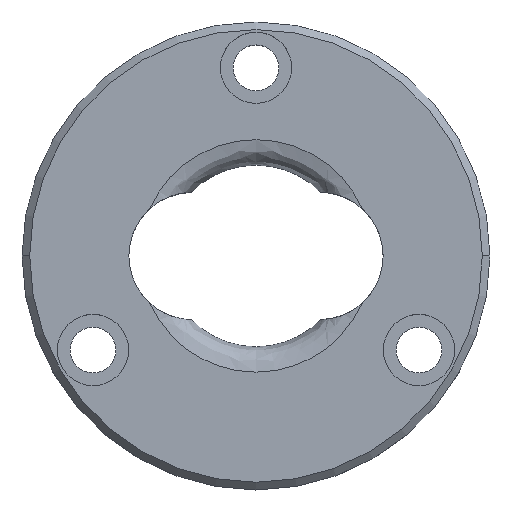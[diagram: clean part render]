
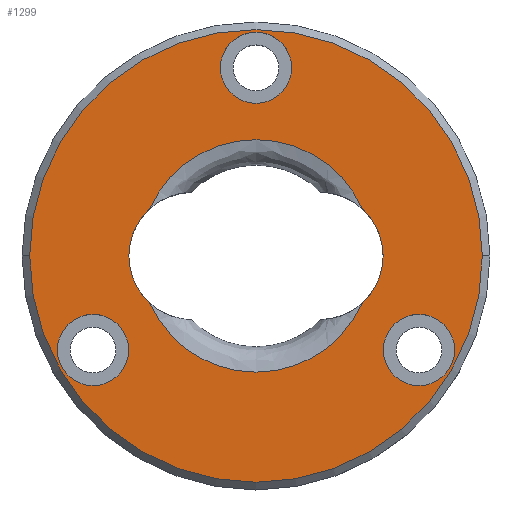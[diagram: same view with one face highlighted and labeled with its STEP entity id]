
A CAD part, top view. The second image highlights one B-rep face of the part: STEP entity #1299.
In plain terms, the highlighted planar face has unit normal (0, 0, 1).
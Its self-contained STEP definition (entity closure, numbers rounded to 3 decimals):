
#83=CARTESIAN_POINT('',(25.0,0.,0.0));
#84=VERTEX_POINT('',#83);
#131=CARTESIAN_POINT('',(20.885,-9.271,0.0));
#132=VERTEX_POINT('',#131);
#148=CARTESIAN_POINT('',(12.5,0.,0.0));
#149=DIRECTION('',(0.0,0.0,1.0));
#150=DIRECTION('',(1.0,0.0,0.0));
#151=AXIS2_PLACEMENT_3D('',#148,#149,#150);
#152=CIRCLE('',#151,12.5);
#153=EDGE_CURVE('',#132,#84,#152,.T.);
#333=CARTESIAN_POINT('',(7.0,37.,0.0));
#334=VERTEX_POINT('',#333);
#350=CARTESIAN_POINT('',(-7.0,37.,0.0));
#351=VERTEX_POINT('',#350);
#358=CARTESIAN_POINT('',(0.0,37.,0.0));
#359=DIRECTION('',(0.0,0.0,-1.0));
#360=DIRECTION('',(1.0,0.0,0.0));
#361=AXIS2_PLACEMENT_3D('',#358,#359,#360);
#362=CIRCLE('',#361,7.0);
#363=EDGE_CURVE('',#334,#351,#362,.T.);
#375=CARTESIAN_POINT('',(39.043,-18.5,0.0));
#376=VERTEX_POINT('',#375);
#392=CARTESIAN_POINT('',(25.043,-18.5,0.0));
#393=VERTEX_POINT('',#392);
#400=CARTESIAN_POINT('',(32.043,-18.5,0.0));
#401=DIRECTION('',(0.0,0.0,-1.0));
#402=DIRECTION('',(1.0,0.0,0.0));
#403=AXIS2_PLACEMENT_3D('',#400,#401,#402);
#404=CIRCLE('',#403,7.0);
#405=EDGE_CURVE('',#376,#393,#404,.T.);
#417=CARTESIAN_POINT('',(-25.043,-18.5,0.0));
#418=VERTEX_POINT('',#417);
#434=CARTESIAN_POINT('',(-39.043,-18.5,0.0));
#435=VERTEX_POINT('',#434);
#442=CARTESIAN_POINT('',(-32.043,-18.5,0.0));
#443=DIRECTION('',(0.0,0.0,-1.0));
#444=DIRECTION('',(1.0,0.0,0.0));
#445=AXIS2_PLACEMENT_3D('',#442,#443,#444);
#446=CIRCLE('',#445,7.0);
#447=EDGE_CURVE('',#418,#435,#446,.T.);
#457=CARTESIAN_POINT('',(-25.0,0.,0.0));
#458=VERTEX_POINT('',#457);
#467=CARTESIAN_POINT('',(-20.885,-9.271,0.0));
#468=VERTEX_POINT('',#467);
#469=CARTESIAN_POINT('',(-12.5,0.,0.0));
#470=DIRECTION('',(0.0,0.0,1.0));
#471=DIRECTION('',(1.0,0.0,0.0));
#472=AXIS2_PLACEMENT_3D('',#469,#470,#471);
#473=CIRCLE('',#472,12.5);
#474=EDGE_CURVE('',#458,#468,#473,.T.);
#541=CARTESIAN_POINT('',(44.5,0.0,0.0));
#542=VERTEX_POINT('',#541);
#549=CARTESIAN_POINT('',(-44.5,0.,0.0));
#550=VERTEX_POINT('',#549);
#551=CARTESIAN_POINT('',(0.0,0.0,0.0));
#552=DIRECTION('',(0.0,0.0,1.0));
#553=DIRECTION('',(1.0,0.0,0.0));
#554=AXIS2_PLACEMENT_3D('',#551,#552,#553);
#555=CIRCLE('',#554,44.5);
#556=EDGE_CURVE('',#550,#542,#555,.T.);
#844=CARTESIAN_POINT('',(0.0,0.0,0.0));
#845=DIRECTION('',(0.0,0.0,1.0));
#846=DIRECTION('',(1.0,0.0,0.0));
#847=AXIS2_PLACEMENT_3D('',#844,#845,#846);
#848=CIRCLE('',#847,22.85);
#849=EDGE_CURVE('',#468,#132,#848,.T.);
#897=CARTESIAN_POINT('',(20.885,9.271,0.0));
#898=VERTEX_POINT('',#897);
#918=CARTESIAN_POINT('',(-20.885,9.271,0.0));
#919=VERTEX_POINT('',#918);
#920=CARTESIAN_POINT('',(0.0,0.0,0.0));
#921=DIRECTION('',(0.0,0.0,1.0));
#922=DIRECTION('',(1.0,0.0,0.0));
#923=AXIS2_PLACEMENT_3D('',#920,#921,#922);
#924=CIRCLE('',#923,22.85);
#925=EDGE_CURVE('',#898,#919,#924,.T.);
#962=CARTESIAN_POINT('',(0.0,0.0,0.0));
#963=DIRECTION('',(0.0,0.0,1.0));
#964=DIRECTION('',(1.0,0.0,0.0));
#965=AXIS2_PLACEMENT_3D('',#962,#963,#964);
#966=CIRCLE('',#965,44.5);
#967=EDGE_CURVE('',#542,#550,#966,.T.);
#987=CARTESIAN_POINT('',(-12.5,0.,0.0));
#988=DIRECTION('',(0.0,0.0,1.0));
#989=DIRECTION('',(1.0,0.0,0.0));
#990=AXIS2_PLACEMENT_3D('',#987,#988,#989);
#991=CIRCLE('',#990,12.5);
#992=EDGE_CURVE('',#919,#458,#991,.T.);
#1015=CARTESIAN_POINT('',(-32.043,-18.5,0.0));
#1016=DIRECTION('',(0.0,0.0,-1.0));
#1017=DIRECTION('',(1.0,0.0,0.0));
#1018=AXIS2_PLACEMENT_3D('',#1015,#1016,#1017);
#1019=CIRCLE('',#1018,7.0);
#1020=EDGE_CURVE('',#435,#418,#1019,.T.);
#1059=CARTESIAN_POINT('',(32.043,-18.5,0.0));
#1060=DIRECTION('',(0.0,0.0,-1.0));
#1061=DIRECTION('',(1.0,0.0,0.0));
#1062=AXIS2_PLACEMENT_3D('',#1059,#1060,#1061);
#1063=CIRCLE('',#1062,7.0);
#1064=EDGE_CURVE('',#393,#376,#1063,.T.);
#1103=CARTESIAN_POINT('',(0.0,37.,0.0));
#1104=DIRECTION('',(0.0,0.0,-1.0));
#1105=DIRECTION('',(1.0,0.0,0.0));
#1106=AXIS2_PLACEMENT_3D('',#1103,#1104,#1105);
#1107=CIRCLE('',#1106,7.0);
#1108=EDGE_CURVE('',#351,#334,#1107,.T.);
#1213=CARTESIAN_POINT('',(12.5,0.,0.0));
#1214=DIRECTION('',(0.0,0.0,1.0));
#1215=DIRECTION('',(1.0,0.0,0.0));
#1216=AXIS2_PLACEMENT_3D('',#1213,#1214,#1215);
#1217=CIRCLE('',#1216,12.5);
#1218=EDGE_CURVE('',#84,#898,#1217,.T.);
#1270=CARTESIAN_POINT('',(12.745,-12.498,0.0));
#1271=DIRECTION('',(0.0,0.0,1.0));
#1272=DIRECTION('',(1.0,0.0,0.0));
#1273=AXIS2_PLACEMENT_3D('',#1270,#1271,#1272);
#1274=PLANE('',#1273);
#1275=ORIENTED_EDGE('',*,*,#967,.T.);
#1276=ORIENTED_EDGE('',*,*,#556,.T.);
#1277=EDGE_LOOP('',(#1275,#1276));
#1278=FACE_OUTER_BOUND('',#1277,.T.);
#1279=ORIENTED_EDGE('',*,*,#925,.F.);
#1280=ORIENTED_EDGE('',*,*,#1218,.F.);
#1281=ORIENTED_EDGE('',*,*,#153,.F.);
#1282=ORIENTED_EDGE('',*,*,#849,.F.);
#1283=ORIENTED_EDGE('',*,*,#474,.F.);
#1284=ORIENTED_EDGE('',*,*,#992,.F.);
#1285=EDGE_LOOP('',(#1279,#1280,#1281,#1282,#1283,#1284));
#1286=FACE_BOUND('',#1285,.T.);
#1287=ORIENTED_EDGE('',*,*,#447,.T.);
#1288=ORIENTED_EDGE('',*,*,#1020,.T.);
#1289=EDGE_LOOP('',(#1287,#1288));
#1290=FACE_BOUND('',#1289,.T.);
#1291=ORIENTED_EDGE('',*,*,#405,.T.);
#1292=ORIENTED_EDGE('',*,*,#1064,.T.);
#1293=EDGE_LOOP('',(#1291,#1292));
#1294=FACE_BOUND('',#1293,.T.);
#1295=ORIENTED_EDGE('',*,*,#363,.T.);
#1296=ORIENTED_EDGE('',*,*,#1108,.T.);
#1297=EDGE_LOOP('',(#1295,#1296));
#1298=FACE_BOUND('',#1297,.T.);
#1299=ADVANCED_FACE('',(#1278,#1286,#1290,#1294,#1298),#1274,.T.);
